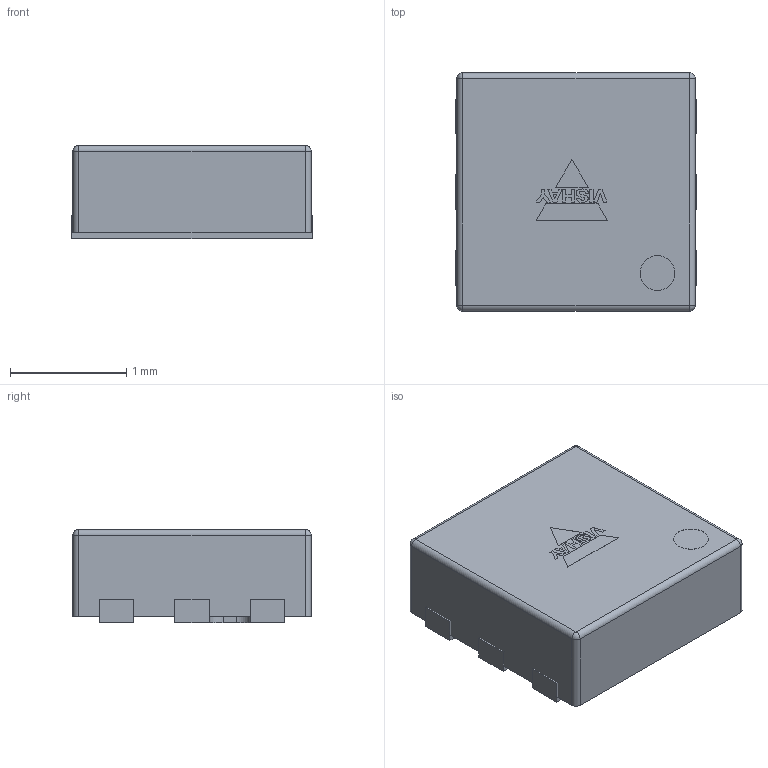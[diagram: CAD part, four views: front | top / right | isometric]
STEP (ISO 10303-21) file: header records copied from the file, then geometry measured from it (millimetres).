
FILE_DESCRIPTION(/* description */ (''),/* implementation_level */ '2;1');
FILE_NAME(/* name */ 'PowerPAK_SC-70-6.stp',/* time_stamp */ '2019-10-21T02:50:54+02:00',/* author */ ('DELL'),/* organization */ (''),/* preprocessor_version */ 'ST-DEVELOPER v17.2',/* originating_system */ 'Autodesk Inventor 2019',/* authorisation */ '');
FILE_SCHEMA (('AUTOMOTIVE_DESIGN { 1 0 10303 214 3 1 1 }'));
Length unit declared in the file: millimetre
Products named in the file (5): 1; 1_1; 2; circle; Vishay
Assembly tree (4 placements, depth 2):
  1
    1_1
    2
    circle
    Vishay
Bounding box: 2.07 x 2.05 x 0.8 mm (x, y, z)
Surface area: 21.2 mm2
Topology: 14 solids, 14 shells, 143 faces, 353 edges, 254 vertices
Faces by surface type: plane 108, cylinder 19, bspline 12, sphere 4
Full cylindrical faces by diameter (mm): 0.3 x1
Entity records: 4381 total; most frequent: CARTESIAN_POINT 899, ORIENTED_EDGE 666, DIRECTION 627, EDGE_CURVE 333, LINE 271, VECTOR 271, VERTEX_POINT 218, AXIS2_PLACEMENT_3D 178
